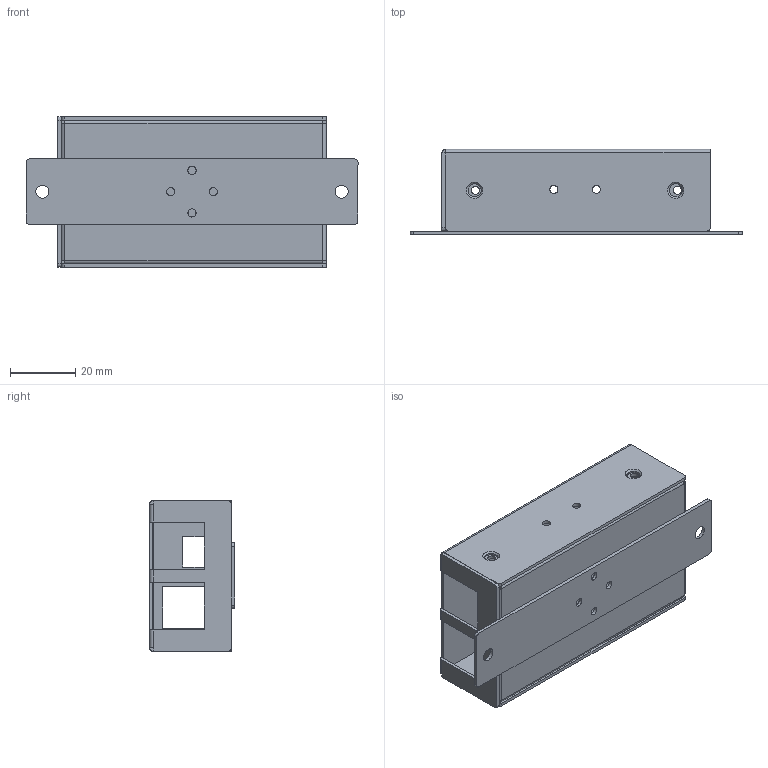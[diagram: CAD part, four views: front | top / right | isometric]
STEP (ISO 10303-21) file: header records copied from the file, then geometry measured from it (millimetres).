
FILE_DESCRIPTION(/* description */ (''),/* implementation_level */ '2;1');
FILE_NAME(/* name */ 'Assembly1.stp',/* time_stamp */ '2019-07-05T15:42:11-04:00',/* author */ ('Kieran'),/* organization */ (''),/* preprocessor_version */ 'ST-DEVELOPER v18',/* originating_system */ 'Autodesk Inventor 2020',/* authorisation */ '');
FILE_SCHEMA (('AUTOMOTIVE_DESIGN { 1 0 10303 214 3 1 1 }'));
Length unit declared in the file: millimetre
Products named in the file (4): Assembly1; mic; miictop; micbracket
Assembly tree (3 placements, depth 2):
  Assembly1
    mic
    miictop
    micbracket
Bounding box: 101.5 x 26 x 46 mm (x, y, z)
Volume: 16646.1 mm3; surface area: 34827 mm2
Topology: 3 solids, 3 shells, 159 faces, 466 edges, 321 vertices
Faces by surface type: plane 90, cylinder 65, cone 4
Full cylindrical faces by diameter (mm): 2 x1, 2.459 x10, 2.5 x6, 4 x6
Entity records: 5572 total; most frequent: DIRECTION 981, CARTESIAN_POINT 941, ORIENTED_EDGE 898, EDGE_CURVE 449, AXIS2_PLACEMENT_3D 356, VERTEX_POINT 292, LINE 269, VECTOR 269
